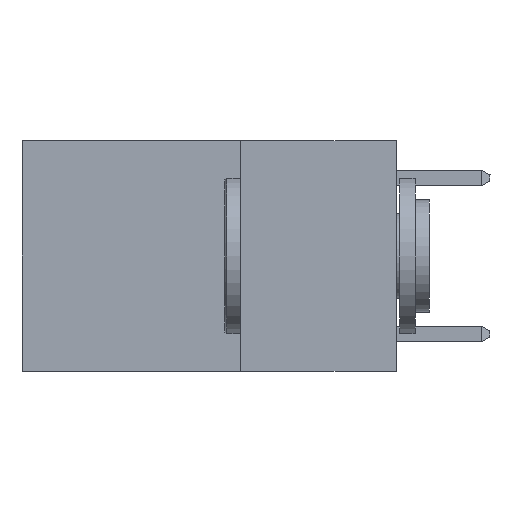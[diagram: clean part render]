
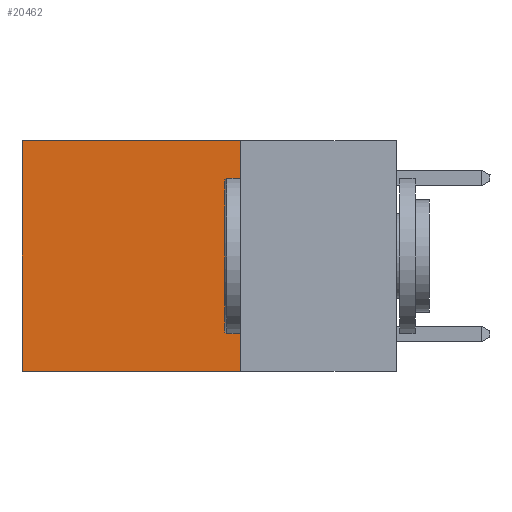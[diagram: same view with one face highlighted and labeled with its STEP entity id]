
A CAD part, left-side view. The second image highlights one B-rep face of the part: STEP entity #20462.
In plain terms, the highlighted planar face has unit normal (-1, 0, 0).
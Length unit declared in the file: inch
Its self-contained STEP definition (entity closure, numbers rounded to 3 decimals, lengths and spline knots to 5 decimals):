
#1137 = DIRECTION ( 'NONE',  ( 0., 0., -1. ) ) ;
#1972 = EDGE_CURVE ( 'NONE', #17204, #11524, #8502, .T. ) ;
#2476 = LINE ( 'NONE', #11264, #13438 ) ;
#2870 = DIRECTION ( 'NONE',  ( 0., 1., 0. ) ) ;
#4508 = VECTOR ( 'NONE', #2870, 39.37008 ) ;
#4636 = PLANE ( 'NONE',  #20557 ) ;
#5445 = ORIENTED_EDGE ( 'NONE', *, *, #6963, .F. ) ;
#5724 = ORIENTED_EDGE ( 'NONE', *, *, #1972, .F. ) ;
#5952 = DIRECTION ( 'NONE',  ( 0., 1., 0. ) ) ;
#6279 = VERTEX_POINT ( 'NONE', #13618 ) ;
#6377 = LINE ( 'NONE', #8087, #20998 ) ;
#6963 = EDGE_CURVE ( 'NONE', #6279, #17204, #6377, .T. ) ;
#8087 = CARTESIAN_POINT ( 'NONE',  ( 0.2625, 0.25, 0. ) ) ;
#8208 = EDGE_CURVE ( 'NONE', #6279, #17893, #12815, .T. ) ;
#8502 = LINE ( 'NONE', #19169, #4508 ) ;
#9854 = DIRECTION ( 'NONE',  ( 1., 0., 0. ) ) ;
#10966 = CARTESIAN_POINT ( 'NONE',  ( 0.2625, 0.6, -0.37 ) ) ;
#11264 = CARTESIAN_POINT ( 'NONE',  ( 0.2625, 0.6, 0. ) ) ;
#11524 = VERTEX_POINT ( 'NONE', #10966 ) ;
#12583 = CARTESIAN_POINT ( 'NONE',  ( 0.2625, 0.6, 0. ) ) ;
#12691 = CARTESIAN_POINT ( 'NONE',  ( 0.2625, 0.25, 0. ) ) ;
#12815 = LINE ( 'NONE', #12691, #14425 ) ;
#13175 = ORIENTED_EDGE ( 'NONE', *, *, #8208, .T. ) ;
#13409 = CARTESIAN_POINT ( 'NONE',  ( 0.2625, 0.25, 0. ) ) ;
#13438 = VECTOR ( 'NONE', #14761, 39.37008 ) ;
#13618 = CARTESIAN_POINT ( 'NONE',  ( 0.2625, 0.25, 0. ) ) ;
#14425 = VECTOR ( 'NONE', #5952, 39.37008 ) ;
#14761 = DIRECTION ( 'NONE',  ( 0., 0., -1. ) ) ;
#15296 = ORIENTED_EDGE ( 'NONE', *, *, #17100, .T. ) ;
#16279 = EDGE_LOOP ( 'NONE', ( #15296, #5724, #5445, #13175 ) ) ;
#17100 = EDGE_CURVE ( 'NONE', #17893, #11524, #2476, .T. ) ;
#17204 = VERTEX_POINT ( 'NONE', #18253 ) ;
#17893 = VERTEX_POINT ( 'NONE', #12583 ) ;
#18253 = CARTESIAN_POINT ( 'NONE',  ( 0.2625, 0.25, -0.37 ) ) ;
#19169 = CARTESIAN_POINT ( 'NONE',  ( 0.2625, 0.25, -0.37 ) ) ;
#20381 = FACE_OUTER_BOUND ( 'NONE', #16279, .T. ) ;
#20462 = ADVANCED_FACE ( 'NONE', ( #20381 ), #4636, .F. ) ;
#20557 = AXIS2_PLACEMENT_3D ( 'NONE', #13409, #9854, #1137 ) ;
#20998 = VECTOR ( 'NONE', #21887, 39.37008 ) ;
#21887 = DIRECTION ( 'NONE',  ( 0., 0., -1. ) ) ;
